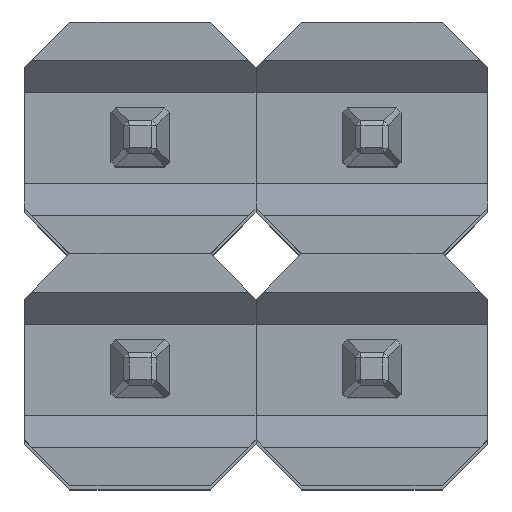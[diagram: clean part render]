
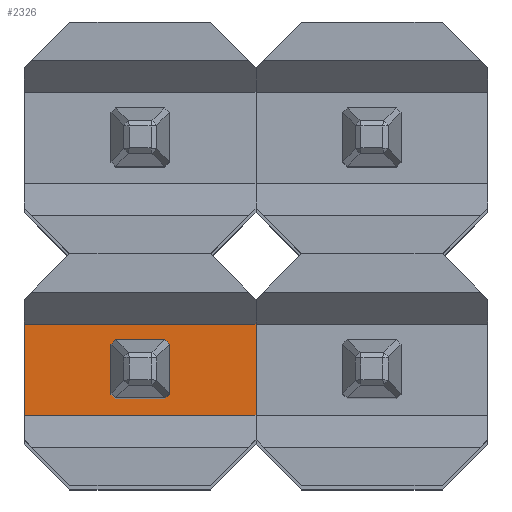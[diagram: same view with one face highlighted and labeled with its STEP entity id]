
A CAD part, top view. The second image highlights one B-rep face of the part: STEP entity #2326.
In plain terms, the highlighted face is planar.
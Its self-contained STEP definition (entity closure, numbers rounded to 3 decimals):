
#59=FACE_BOUND('',#315,.T.);
#186=FACE_OUTER_BOUND('',#314,.T.);
#314=EDGE_LOOP('',(#1729,#1730,#1731,#1732));
#315=EDGE_LOOP('',(#1733,#1734,#1735,#1736,#1737,#1738,#1739,#1740));
#501=LINE('',#3459,#813);
#505=LINE('',#3467,#817);
#506=LINE('',#3469,#818);
#507=LINE('',#3470,#819);
#508=LINE('',#3473,#820);
#509=LINE('',#3475,#821);
#510=LINE('',#3477,#822);
#511=LINE('',#3479,#823);
#512=LINE('',#3481,#824);
#513=LINE('',#3483,#825);
#514=LINE('',#3485,#826);
#515=LINE('',#3486,#827);
#813=VECTOR('',#2843,10.);
#817=VECTOR('',#2849,10.);
#818=VECTOR('',#2850,10.);
#819=VECTOR('',#2851,10.);
#820=VECTOR('',#2852,10.);
#821=VECTOR('',#2853,10.);
#822=VECTOR('',#2854,10.);
#823=VECTOR('',#2855,10.);
#824=VECTOR('',#2856,10.);
#825=VECTOR('',#2857,10.);
#826=VECTOR('',#2858,10.);
#827=VECTOR('',#2859,10.);
#1085=VERTEX_POINT('',#3456);
#1086=VERTEX_POINT('',#3458);
#1089=VERTEX_POINT('',#3466);
#1090=VERTEX_POINT('',#3468);
#1091=VERTEX_POINT('',#3471);
#1092=VERTEX_POINT('',#3472);
#1093=VERTEX_POINT('',#3474);
#1094=VERTEX_POINT('',#3476);
#1095=VERTEX_POINT('',#3478);
#1096=VERTEX_POINT('',#3480);
#1097=VERTEX_POINT('',#3482);
#1098=VERTEX_POINT('',#3484);
#1317=EDGE_CURVE('',#1086,#1085,#501,.T.);
#1321=EDGE_CURVE('',#1086,#1089,#505,.T.);
#1322=EDGE_CURVE('',#1090,#1085,#506,.T.);
#1323=EDGE_CURVE('',#1089,#1090,#507,.T.);
#1324=EDGE_CURVE('',#1091,#1092,#508,.T.);
#1325=EDGE_CURVE('',#1093,#1091,#509,.T.);
#1326=EDGE_CURVE('',#1094,#1093,#510,.T.);
#1327=EDGE_CURVE('',#1095,#1094,#511,.T.);
#1328=EDGE_CURVE('',#1096,#1095,#512,.T.);
#1329=EDGE_CURVE('',#1097,#1096,#513,.T.);
#1330=EDGE_CURVE('',#1098,#1097,#514,.T.);
#1331=EDGE_CURVE('',#1092,#1098,#515,.T.);
#1729=ORIENTED_EDGE('',*,*,#1321,.F.);
#1730=ORIENTED_EDGE('',*,*,#1317,.T.);
#1731=ORIENTED_EDGE('',*,*,#1322,.F.);
#1732=ORIENTED_EDGE('',*,*,#1323,.F.);
#1733=ORIENTED_EDGE('',*,*,#1324,.F.);
#1734=ORIENTED_EDGE('',*,*,#1325,.F.);
#1735=ORIENTED_EDGE('',*,*,#1326,.F.);
#1736=ORIENTED_EDGE('',*,*,#1327,.F.);
#1737=ORIENTED_EDGE('',*,*,#1328,.F.);
#1738=ORIENTED_EDGE('',*,*,#1329,.F.);
#1739=ORIENTED_EDGE('',*,*,#1330,.F.);
#1740=ORIENTED_EDGE('',*,*,#1331,.F.);
#2198=PLANE('',#2554);
#2326=ADVANCED_FACE('',(#186,#59),#2198,.F.);
#2554=AXIS2_PLACEMENT_3D('',#3465,#2847,#2848);
#2843=DIRECTION('',(1.,0.,0.));
#2847=DIRECTION('center_axis',(0.,0.,1.));
#2848=DIRECTION('ref_axis',(0.,-1.,0.));
#2849=DIRECTION('',(0.,-1.,0.));
#2850=DIRECTION('',(0.,1.,0.));
#2851=DIRECTION('',(1.,0.,0.));
#2852=DIRECTION('',(-0.707,-0.707,0.));
#2853=DIRECTION('',(0.,-1.,0.));
#2854=DIRECTION('',(0.707,-0.707,0.));
#2855=DIRECTION('',(1.,0.,0.));
#2856=DIRECTION('',(0.707,0.707,0.));
#2857=DIRECTION('',(0.,1.,0.));
#2858=DIRECTION('',(-0.707,0.707,0.));
#2859=DIRECTION('',(-1.,0.,0.));
#3456=CARTESIAN_POINT('',(1.27,0.5,0.75));
#3458=CARTESIAN_POINT('',(-1.27,0.5,0.75));
#3459=CARTESIAN_POINT('',(-1.27,0.5,0.75));
#3465=CARTESIAN_POINT('Origin',(-1.27,0.5,0.75));
#3466=CARTESIAN_POINT('',(-1.27,-0.5,0.75));
#3467=CARTESIAN_POINT('',(-1.27,0.635,0.75));
#3468=CARTESIAN_POINT('',(1.27,-0.5,0.75));
#3469=CARTESIAN_POINT('',(1.27,-0.135,0.75));
#3470=CARTESIAN_POINT('',(-1.27,-0.5,0.75));
#3471=CARTESIAN_POINT('',(0.32,-0.27,0.75));
#3472=CARTESIAN_POINT('',(0.27,-0.32,0.75));
#3473=CARTESIAN_POINT('',(0.115,-0.475,0.75));
#3474=CARTESIAN_POINT('',(0.32,0.27,0.75));
#3475=CARTESIAN_POINT('',(0.32,0.385,0.75));
#3476=CARTESIAN_POINT('',(0.27,0.32,0.75));
#3477=CARTESIAN_POINT('',(-0.16,0.75,0.75));
#3478=CARTESIAN_POINT('',(-0.27,0.32,0.75));
#3479=CARTESIAN_POINT('',(-0.77,0.32,0.75));
#3480=CARTESIAN_POINT('',(-0.32,0.27,0.75));
#3481=CARTESIAN_POINT('',(-0.5,0.09,0.75));
#3482=CARTESIAN_POINT('',(-0.32,-0.27,0.75));
#3483=CARTESIAN_POINT('',(-0.32,0.115,0.75));
#3484=CARTESIAN_POINT('',(-0.27,-0.32,0.75));
#3485=CARTESIAN_POINT('',(-0.725,0.135,0.75));
#3486=CARTESIAN_POINT('',(-0.5,-0.32,0.75));
